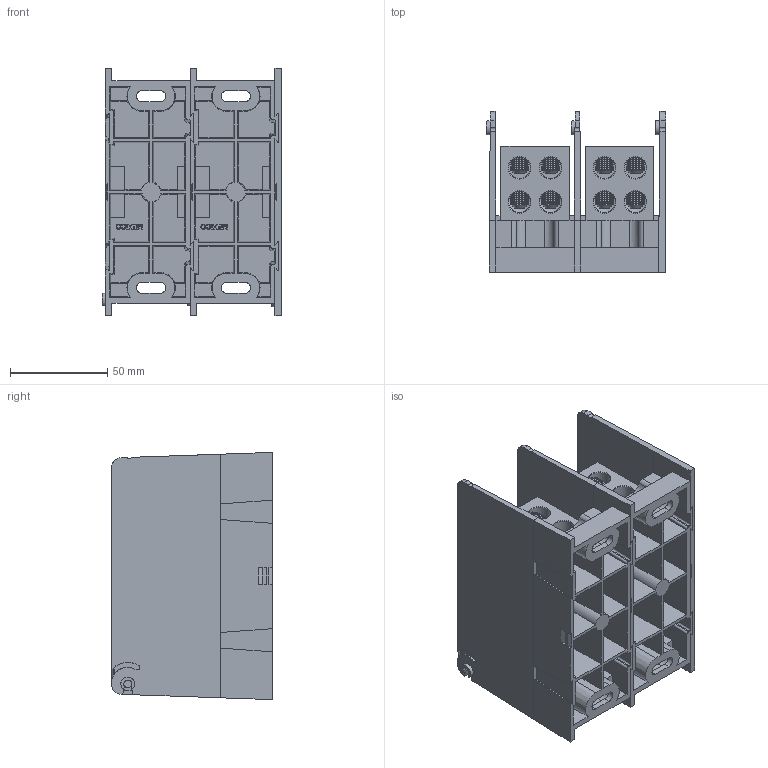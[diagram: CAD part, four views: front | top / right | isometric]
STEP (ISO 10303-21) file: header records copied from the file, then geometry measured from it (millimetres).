
FILE_DESCRIPTION (( 'STEP AP214' ), '1' );
FILE_NAME ('701909rev-2P.STEP', '2014-01-13T12:18:46', ( '' ), ( '' ), 'SwSTEP 2.0', 'SolidWorks 2013', '' );
FILE_SCHEMA (( 'AUTOMOTIVE_DESIGN' ));
Length unit declared in the file: inch
Products named in the file (1): 701909rev-2P
Bounding box: 92.16 x 82.55 x 127.01 mm (x, y, z)
Volume: 309960.8 mm3; surface area: 180279.3 mm2
Topology: 17 solids, 17 shells, 1219 faces, 3044 edges, 1906 vertices
Faces by surface type: plane 573, cone 314, cylinder 274, bspline 48, torus 6, sphere 4
Full cylindrical faces by diameter (mm): 4.064 x1, 4.928 x2, 6.909 x2, 7.112 x1, 8.611 x8, 9.525 x88, 10.795 x2, 11.112 x8, 12.7 x2, 19.05 x2, 22.225 x2
Entity records: 56525 total; most frequent: CARTESIAN_POINT 14146, DIRECTION 5174, ORIENTED_EDGE 5080, EDGE_CURVE 2540, VERTEX_POINT 1824, AXIS2_PLACEMENT_3D 1804, EDGE_LOOP 1728, LINE 1566
